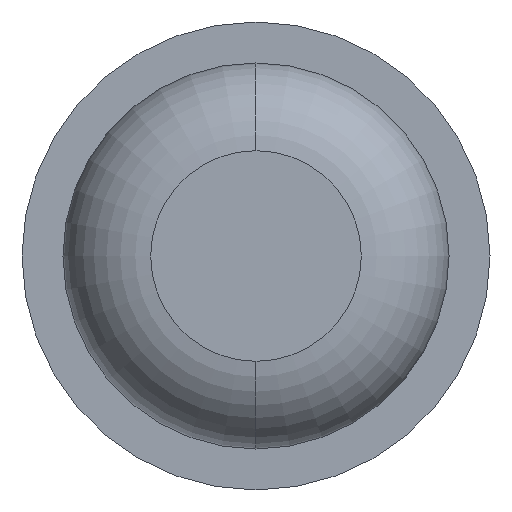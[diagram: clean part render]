
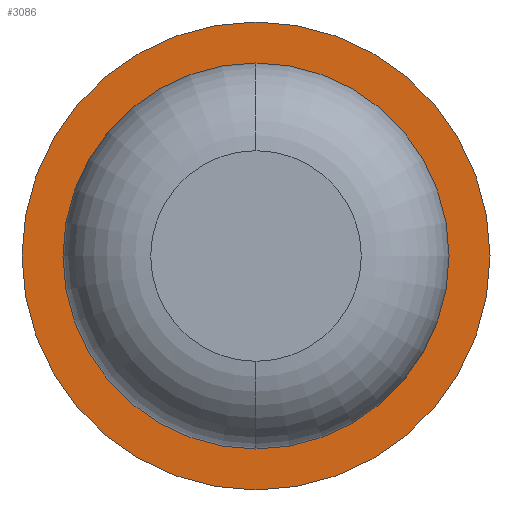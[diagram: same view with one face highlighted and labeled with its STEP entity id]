
A CAD part, front view. The second image highlights one B-rep face of the part: STEP entity #3086.
In plain terms, the highlighted planar face has unit normal (0, -1, 0).
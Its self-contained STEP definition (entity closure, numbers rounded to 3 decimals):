
#324 = CIRCLE ( 'NONE', #1576, 0.825 ) ;
#389 = VERTEX_POINT ( 'NONE', #1918 ) ;
#427 = ORIENTED_EDGE ( 'NONE', *, *, #2509, .F. ) ;
#593 = CIRCLE ( 'NONE', #1863, 0.825 ) ;
#598 = DIRECTION ( 'NONE',  ( -1., 0., 0. ) ) ;
#612 = CARTESIAN_POINT ( 'NONE',  ( 0., -3., 0. ) ) ;
#747 = CARTESIAN_POINT ( 'NONE',  ( 1., -3., 0. ) ) ;
#854 = DIRECTION ( 'NONE',  ( 0., 1., 0. ) ) ;
#910 = EDGE_CURVE ( 'Defeature ausgef�hrt1_2+Defeature ausgef�hrt1_4+Defeature ausgef�hrt1_4+Defeature ausgef�hrt1_4', #389, #3050, #324, .T. ) ;
#1095 = EDGE_CURVE ( 'Defeature ausgef�hrt1_2+Defeature ausgef�hrt1_4+Defeature ausgef�hrt1_4+Defeature ausgef�hrt1_4', #3050, #389, #593, .T. ) ;
#1156 = CIRCLE ( 'NONE', #1998, 1. ) ;
#1261 = CARTESIAN_POINT ( 'NONE',  ( 0., -3., 0. ) ) ;
#1270 = FACE_BOUND ( 'NONE', #3151, .T. ) ;
#1295 = AXIS2_PLACEMENT_3D ( 'NONE', #1261, #3332, #2804 ) ;
#1307 = DIRECTION ( 'NONE',  ( -1., 0., 0. ) ) ;
#1559 = DIRECTION ( 'NONE',  ( 0., 1., 0. ) ) ;
#1576 = AXIS2_PLACEMENT_3D ( 'NONE', #2735, #2998, #3024 ) ;
#1579 = VERTEX_POINT ( 'NONE', #1957 ) ;
#1633 = VERTEX_POINT ( 'NONE', #747 ) ;
#1863 = AXIS2_PLACEMENT_3D ( 'NONE', #3112, #1559, #1307 ) ;
#1882 = CARTESIAN_POINT ( 'NONE',  ( 0.825, -3., 0. ) ) ;
#1918 = CARTESIAN_POINT ( 'NONE',  ( 0., -3., -0.825 ) ) ;
#1957 = CARTESIAN_POINT ( 'NONE',  ( -1., -3., 0. ) ) ;
#1998 = AXIS2_PLACEMENT_3D ( 'NONE', #612, #2394, #2619 ) ;
#2061 = EDGE_LOOP ( 'NONE', ( #427, #3246 ) ) ;
#2080 = CIRCLE ( 'NONE', #1295, 1. ) ;
#2157 = EDGE_CURVE ( 'Defeature ausgef�hrt1_1+Defeature ausgef�hrt1_2+Defeature ausgef�hrt1_2+Defeature ausgef�hrt1_2', #1633, #1579, #2080, .T. ) ;
#2289 = FACE_OUTER_BOUND ( 'NONE', #2061, .T. ) ;
#2359 = ORIENTED_EDGE ( 'NONE', *, *, #910, .T. ) ;
#2394 = DIRECTION ( 'NONE',  ( 0., 1., 0. ) ) ;
#2509 = EDGE_CURVE ( 'Defeature ausgef�hrt1_1+Defeature ausgef�hrt1_2+Defeature ausgef�hrt1_2+Defeature ausgef�hrt1_2', #1579, #1633, #1156, .T. ) ;
#2595 = ORIENTED_EDGE ( 'NONE', *, *, #1095, .T. ) ;
#2619 = DIRECTION ( 'NONE',  ( -1., 0., 0. ) ) ;
#2634 = PLANE ( 'NONE',  #3323 ) ;
#2735 = CARTESIAN_POINT ( 'NONE',  ( 0., -3., 0. ) ) ;
#2804 = DIRECTION ( 'NONE',  ( -1., 0., 0. ) ) ;
#2998 = DIRECTION ( 'NONE',  ( 0., 1., 0. ) ) ;
#3024 = DIRECTION ( 'NONE',  ( -1., 0., 0. ) ) ;
#3050 = VERTEX_POINT ( 'NONE', #3068 ) ;
#3068 = CARTESIAN_POINT ( 'NONE',  ( 0., -3., 0.825 ) ) ;
#3086 = ADVANCED_FACE ( 'Defeature ausgef�hrt1_2', ( #2289, #1270 ), #2634, .F. ) ;
#3112 = CARTESIAN_POINT ( 'NONE',  ( 0., -3., 0. ) ) ;
#3151 = EDGE_LOOP ( 'NONE', ( #2595, #2359 ) ) ;
#3246 = ORIENTED_EDGE ( 'NONE', *, *, #2157, .F. ) ;
#3323 = AXIS2_PLACEMENT_3D ( 'NONE', #1882, #854, #598 ) ;
#3332 = DIRECTION ( 'NONE',  ( 0., 1., 0. ) ) ;
